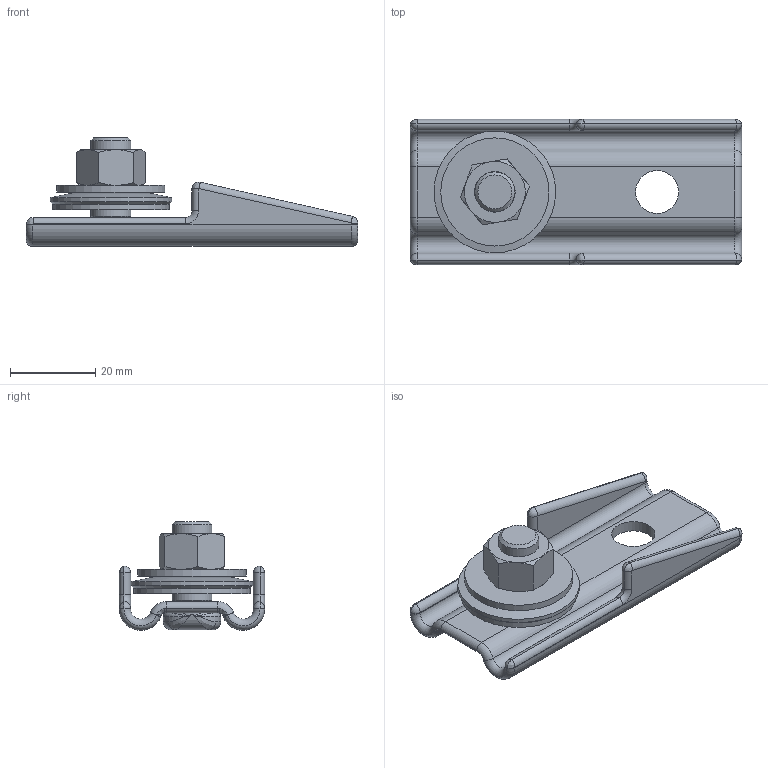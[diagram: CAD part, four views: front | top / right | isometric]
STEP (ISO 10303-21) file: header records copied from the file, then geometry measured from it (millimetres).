
FILE_DESCRIPTION(/* description */ ('WASHER,RUBBER,N412 3/8"X3/4"'),/* implementation_level */ '2;1');
FILE_NAME(/* name */ 'N412MFKSS.stp',/* time_stamp */ '2016-10-25T13:47:02-05:00',/* author */ ('mraetz'),/* organization */ (''),/* preprocessor_version */ 'ST-DEVELOPER v16.1',/* originating_system */ 'Autodesk Inventor 2016',/* authorisation */ '');
FILE_SCHEMA (('AUTOMOTIVE_DESIGN { 1 0 10303 214 3 1 1 }'));
Length unit declared in the file: inch
Products named in the file (7): 39010; 34943; 348111; 34889AX1; 34889; 39031; N412MFKSS_ASSM
Assembly tree (6 placements, depth 3):
  N412MFKSS_ASSM
    39010
    34943
    34889
      348111
      34889AX1
    39031
Bounding box: 77.79 x 34.14 x 25.53 mm (x, y, z)
Volume: 15189.2 mm3; surface area: 12442.8 mm2
Topology: 5 solids, 5 shells, 143 faces, 325 edges, 186 vertices
Faces by surface type: cylinder 51, bspline 24, plane 23, torus 22, cone 17, sphere 6
Full cylindrical faces by diameter (mm): 7.798 x1, 8.435 x1, 8.509 x1, 9.373 x1, 9.525 x1, 10.084 x2, 10.312 x1, 25.4 x1, 27.305 x1, 28.575 x1
Entity records: 4701 total; most frequent: CARTESIAN_POINT 1551, DIRECTION 675, ORIENTED_EDGE 594, AXIS2_PLACEMENT_3D 304, EDGE_CURVE 297, VERTEX_POINT 181, CIRCLE 172, EDGE_LOOP 170
